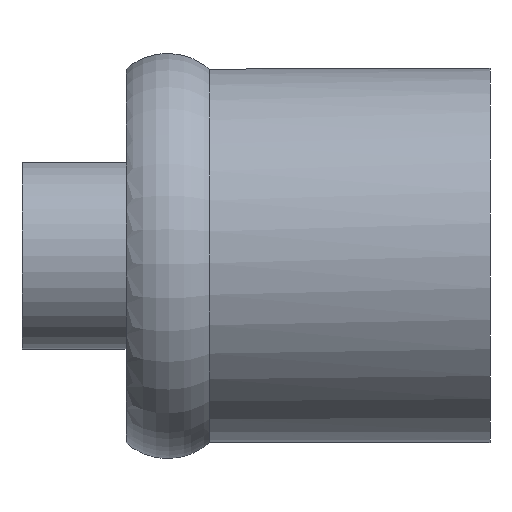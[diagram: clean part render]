
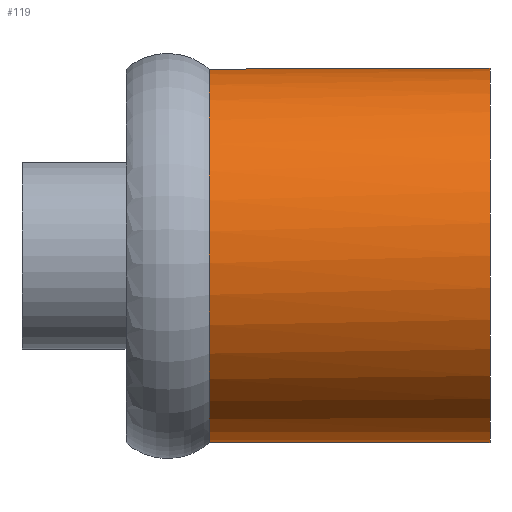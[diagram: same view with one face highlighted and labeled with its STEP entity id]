
A CAD part, left-side view. The second image highlights one B-rep face of the part: STEP entity #119.
In plain terms, the highlighted cylindrical face has radius 18 mm (diameter 36 mm), a full revolution.
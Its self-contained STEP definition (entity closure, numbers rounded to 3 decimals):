
#110=FACE_BOUND('',#154,.T.);
#111=FACE_BOUND('',#155,.T.);
#119=ADVANCED_FACE('',(#110,#111),#132,.T.);
#132=CYLINDRICAL_SURFACE('',#365,18.);
#154=EDGE_LOOP('',(#229,#230,#231,#232));
#155=EDGE_LOOP('',(#233));
#171=ELLIPSE('',#362,18.001,18.);
#180=LINE('',#1733,#194);
#194=VECTOR('',#411,1.);
#201=CIRCLE('',#357,18.);
#204=CIRCLE('',#363,18.);
#205=CIRCLE('',#364,18.);
#229=ORIENTED_EDGE('',*,*,#323,.T.);
#230=ORIENTED_EDGE('',*,*,#324,.T.);
#231=ORIENTED_EDGE('',*,*,#316,.T.);
#232=ORIENTED_EDGE('',*,*,#325,.T.);
#233=ORIENTED_EDGE('',*,*,#326,.F.);
#290=VERTEX_POINT('',#1702);
#291=VERTEX_POINT('',#1706);
#292=VERTEX_POINT('',#1707);
#297=VERTEX_POINT('',#1731);
#298=VERTEX_POINT('',#1735);
#316=EDGE_CURVE('',#291,#292,#201,.T.);
#323=EDGE_CURVE('',#297,#290,#171,.T.);
#324=EDGE_CURVE('',#290,#291,#204,.T.);
#325=EDGE_CURVE('',#292,#297,#180,.T.);
#326=EDGE_CURVE('',#298,#298,#205,.T.);
#357=AXIS2_PLACEMENT_3D('',#1705,#395,#396);
#362=AXIS2_PLACEMENT_3D('',#1730,#407,#408);
#363=AXIS2_PLACEMENT_3D('',#1732,#409,#410);
#364=AXIS2_PLACEMENT_3D('',#1734,#412,#413);
#365=AXIS2_PLACEMENT_3D('',#1736,#414,#415);
#395=DIRECTION('',(0.,-1.,0.));
#396=DIRECTION('',(0.,0.,-1.));
#407=DIRECTION('',(0.009,-1.,0.));
#408=DIRECTION('',(-1.,-0.009,0.));
#409=DIRECTION('',(0.,-1.,0.));
#410=DIRECTION('',(0.,0.,-1.));
#411=DIRECTION('',(0.,-1.,0.));
#412=DIRECTION('',(0.,-1.,0.));
#413=DIRECTION('',(0.,0.,-1.));
#414=DIRECTION('',(0.,-1.,0.));
#415=DIRECTION('',(0.,0.,-1.));
#1702=CARTESIAN_POINT('',(183.,97.5,0.));
#1705=CARTESIAN_POINT('',(165.,97.5,0.));
#1706=CARTESIAN_POINT('',(177.525,97.5,12.928));
#1707=CARTESIAN_POINT('',(177.525,97.5,-12.928));
#1730=CARTESIAN_POINT('',(165.,97.344,0.));
#1731=CARTESIAN_POINT('',(177.525,97.453,-12.928));
#1732=CARTESIAN_POINT('',(165.,97.5,0.));
#1733=CARTESIAN_POINT('',(177.525,97.5,-12.928));
#1734=CARTESIAN_POINT('',(165.,70.5,0.));
#1735=CARTESIAN_POINT('',(165.,70.5,-18.));
#1736=CARTESIAN_POINT('',(165.,57.5,0.));
